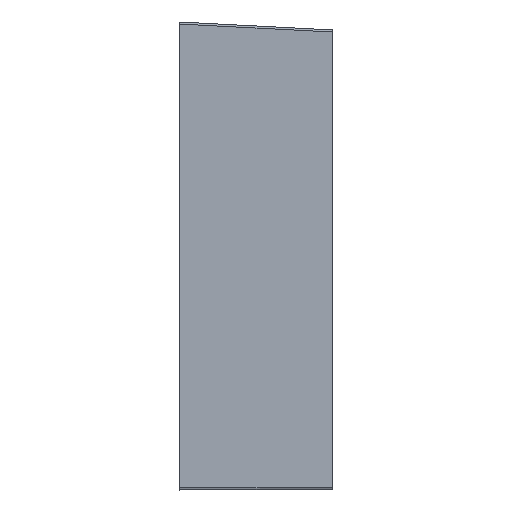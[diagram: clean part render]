
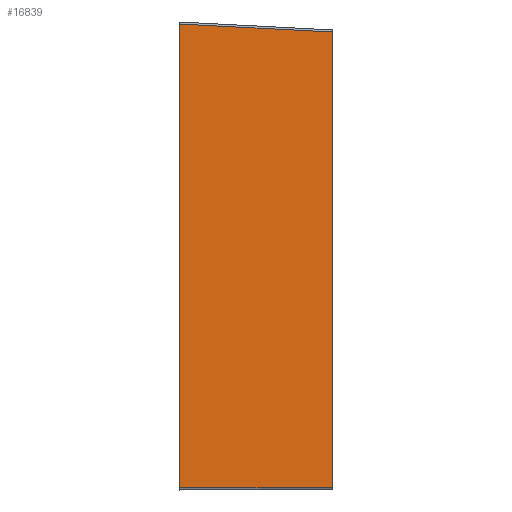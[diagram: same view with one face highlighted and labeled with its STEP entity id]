
A CAD part, left-side view. The second image highlights one B-rep face of the part: STEP entity #16839.
In plain terms, the highlighted planar face has unit normal (-1, -0.026, 0).
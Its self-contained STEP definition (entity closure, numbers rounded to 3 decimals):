
#65 = EDGE_CURVE ( 'NONE', #7441, #3431, #7396, .T. ) ;
#703 = VECTOR ( 'NONE', #4923, 1000. ) ;
#991 = ORIENTED_EDGE ( 'NONE', *, *, #4364, .F. ) ;
#1660 = ORIENTED_EDGE ( 'NONE', *, *, #18899, .F. ) ;
#1790 = CARTESIAN_POINT ( 'NONE',  ( -230.003, 0.104, 228.005 ) ) ;
#1887 = LINE ( 'NONE', #1790, #703 ) ;
#1983 = CARTESIAN_POINT ( 'NONE',  ( -226.072, -150., 230. ) ) ;
#2547 = CARTESIAN_POINT ( 'NONE',  ( -229.958, -1.598, -227.995 ) ) ;
#2880 = ORIENTED_EDGE ( 'NONE', *, *, #65, .T. ) ;
#3431 = VERTEX_POINT ( 'NONE', #6510 ) ;
#4364 = EDGE_CURVE ( 'NONE', #6955, #3431, #8598, .T. ) ;
#4765 = FACE_OUTER_BOUND ( 'NONE', #12350, .T. ) ;
#4881 = AXIS2_PLACEMENT_3D ( 'NONE', #18249, #10737, #15217 ) ;
#4923 = DIRECTION ( 'NONE',  ( -0.026, 0.998, 0.052 ) ) ;
#6413 = EDGE_CURVE ( 'NONE', #6955, #15380, #1887, .T. ) ;
#6425 = PLANE ( 'NONE',  #4881 ) ;
#6510 = CARTESIAN_POINT ( 'NONE',  ( -226.072, -150., -227.477 ) ) ;
#6839 = VECTOR ( 'NONE', #8856, 1000. ) ;
#6955 = VERTEX_POINT ( 'NONE', #11662 ) ;
#7370 = CARTESIAN_POINT ( 'NONE',  ( -230., 0., 230. ) ) ;
#7396 = LINE ( 'NONE', #2547, #6839 ) ;
#7441 = VERTEX_POINT ( 'NONE', #18484 ) ;
#7760 = VECTOR ( 'NONE', #13320, 1000. ) ;
#7950 = ORIENTED_EDGE ( 'NONE', *, *, #6413, .T. ) ;
#8598 = LINE ( 'NONE', #1983, #17464 ) ;
#8831 = LINE ( 'NONE', #7370, #7760 ) ;
#8856 = DIRECTION ( 'NONE',  ( 0.026, -1., 0.003 ) ) ;
#10737 = DIRECTION ( 'NONE',  ( -1., -0.026, 0. ) ) ;
#11662 = CARTESIAN_POINT ( 'NONE',  ( -226.072, -150., 220.139 ) ) ;
#12340 = DIRECTION ( 'NONE',  ( 0., 0., -1. ) ) ;
#12350 = EDGE_LOOP ( 'NONE', ( #991, #7950, #1660, #2880 ) ) ;
#13320 = DIRECTION ( 'NONE',  ( 0., 0., 1. ) ) ;
#15217 = DIRECTION ( 'NONE',  ( 0.026, -1., 0. ) ) ;
#15380 = VERTEX_POINT ( 'NONE', #17836 ) ;
#16839 = ADVANCED_FACE ( 'NONE', ( #4765 ), #6425, .T. ) ;
#17464 = VECTOR ( 'NONE', #12340, 1000. ) ;
#17836 = CARTESIAN_POINT ( 'NONE',  ( -230., 0., 228. ) ) ;
#18249 = CARTESIAN_POINT ( 'NONE',  ( -230., 0., 230. ) ) ;
#18484 = CARTESIAN_POINT ( 'NONE',  ( -230., 0., -228. ) ) ;
#18899 = EDGE_CURVE ( 'NONE', #7441, #15380, #8831, .T. ) ;
